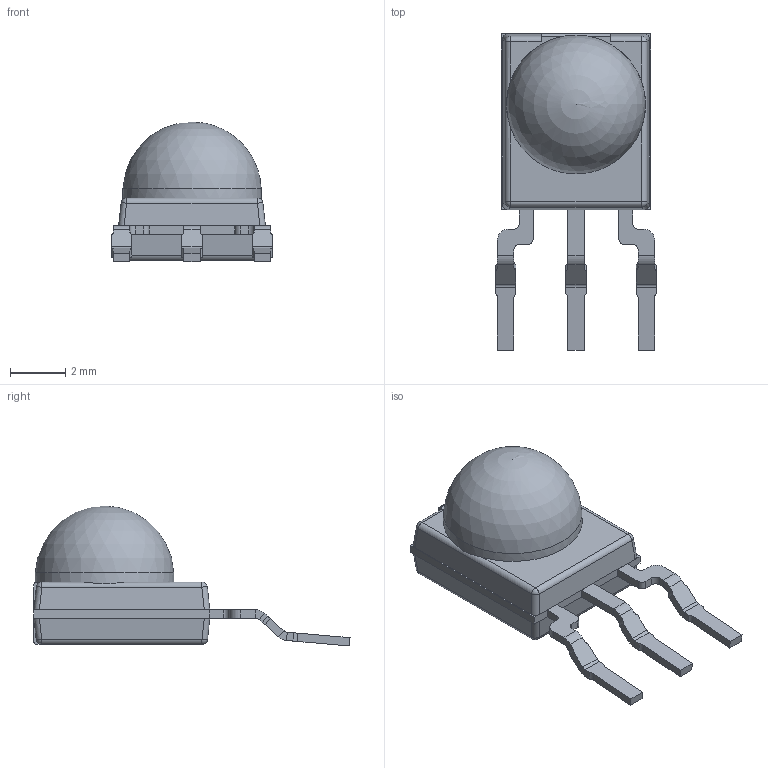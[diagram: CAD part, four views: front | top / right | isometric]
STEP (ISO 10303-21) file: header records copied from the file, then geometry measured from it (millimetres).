
FILE_DESCRIPTION((''),'2;1');
FILE_NAME('Minimold_DF.stp','2016-06-09T16:20:45',('gobenland'),(''),'Autodesk Inventor 2013','Autodesk Inventor 2013','');
FILE_SCHEMA(('AUTOMOTIVE_DESIGN { 1 0 10303 214 1 1 1 1 }'));
Length unit declared in the file: millimetre
Products named in the file (3): GO-100226.5.iam (Datenblatt); GO-100226; GO-100226.05
Assembly tree (2 placements, depth 2):
  GO-100226.5.iam (Datenblatt)
    GO-100226
    GO-100226.05
Bounding box: 5.81 x 11.42 x 5.05 mm (x, y, z)
Volume: 114 mm3; surface area: 169.8 mm2
Topology: 4 solids, 4 shells, 164 faces, 387 edges, 231 vertices
Faces by surface type: plane 101, cylinder 53, sphere 9, cone 1
Full cylindrical faces by diameter (mm): 2.5 x1
Entity records: 4833 total; most frequent: DIRECTION 827, CARTESIAN_POINT 802, ORIENTED_EDGE 764, EDGE_CURVE 382, AXIS2_PLACEMENT_3D 279, VECTOR 269, LINE 269, VERTEX_POINT 229
